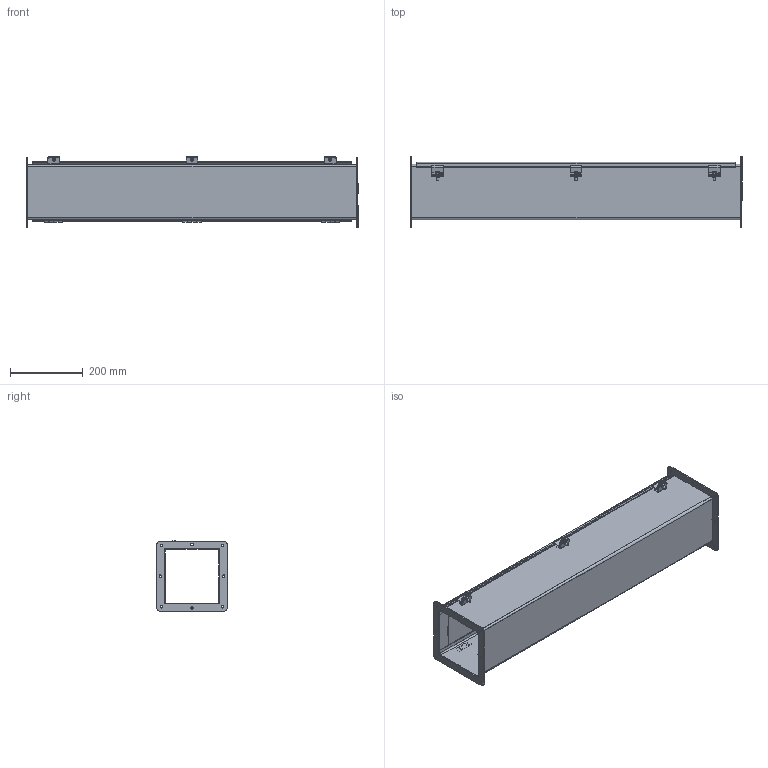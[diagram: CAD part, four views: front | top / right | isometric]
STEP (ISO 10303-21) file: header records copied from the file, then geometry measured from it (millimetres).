
FILE_DESCRIPTION((''),'2;1');
FILE_NAME('SSJW63.stp','2013-01-02T08:01:25',('kadelman'),(''),'Autodesk Inventor 2012','Autodesk Inventor 2012','');
FILE_SCHEMA(('AUTOMOTIVE_DESIGN { 1 0 10303 214 1 1 1 1 }'));
Length unit declared in the file: inch
Products named in the file (12): SSJW-assm; SSJW63BTB; SSJW6SPC; SSJW63LID; H6050527; H6050527T; H6050527L; H6050527P; SSJW6RINGP; C2002; 372135; C2001
Assembly tree (21 placements, depth 3):
  SSJW-assm
    SSJW63BTB
    SSJW6SPC  x2
    SSJW63LID
    H6050527  x3
      H6050527T
      H6050527L
      H6050527P
    SSJW6RINGP  x2
    C2002  x3
    372135  x3
    C2001  x3
Bounding box: 914.4 x 193.68 x 194.61 mm (x, y, z)
Volume: 1249426.8 mm3; surface area: 1314467.8 mm2
Topology: 24 solids, 24 shells, 440 faces, 1113 edges, 736 vertices
Faces by surface type: plane 277, cylinder 139, torus 12, cone 6, sphere 6
Full cylindrical faces by diameter (mm): 2.794 x12, 3.048 x3, 3.302 x12, 4.978 x3, 6.35 x3, 7.144 x16, 7.95 x6, 8.738 x3, 10.402 x3
Entity records: 6700 total; most frequent: DIRECTION 1109, CARTESIAN_POINT 1081, ORIENTED_EDGE 994, EDGE_CURVE 497, AXIS2_PLACEMENT_3D 376, VECTOR 357, LINE 357, VERTEX_POINT 348
